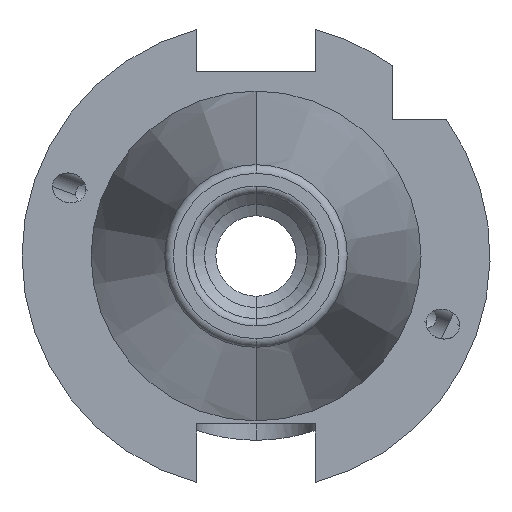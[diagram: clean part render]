
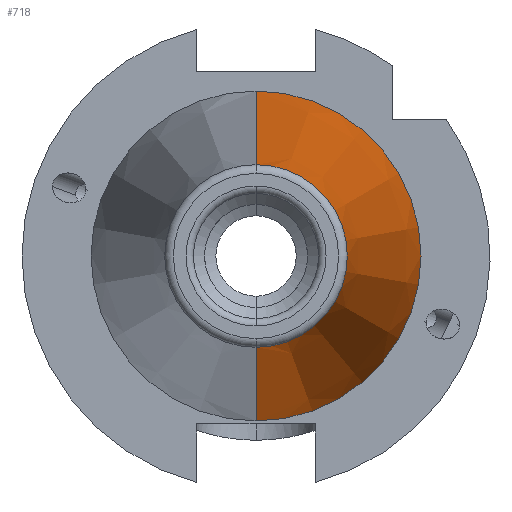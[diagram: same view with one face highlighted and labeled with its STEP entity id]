
A CAD part, left-side view. The second image highlights one B-rep face of the part: STEP entity #718.
In plain terms, the highlighted conical face has half-angle 8.297 degrees and reference radius 22.4 mm.
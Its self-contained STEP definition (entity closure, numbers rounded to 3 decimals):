
#159 = VERTEX_POINT ( 'NONE', #3354 ) ;
#212 = ORIENTED_EDGE ( 'NONE', *, *, #5372, .T. ) ;
#414 = CARTESIAN_POINT ( 'NONE',  ( -67.373, 0., 12.4 ) ) ;
#482 = CARTESIAN_POINT ( 'NONE',  ( 1.2, 0., -22.4 ) ) ;
#641 = DIRECTION ( 'NONE',  ( -1., 0., 0. ) ) ;
#704 = CARTESIAN_POINT ( 'NONE',  ( 1.2, 0., 22.4 ) ) ;
#718 = ADVANCED_FACE ( 'NONE', ( #3254 ), #4134, .T. ) ;
#1296 = CARTESIAN_POINT ( 'NONE',  ( 1.2, 0., 22.4 ) ) ;
#1845 = EDGE_CURVE ( 'NONE', #7585, #159, #2358, .T. ) ;
#1849 = EDGE_CURVE ( 'NONE', #2228, #5988, #5743, .T. ) ;
#2018 = DIRECTION ( 'NONE',  ( 0.99, 0., 0.144 ) ) ;
#2228 = VERTEX_POINT ( 'NONE', #482 ) ;
#2353 = DIRECTION ( 'NONE',  ( 0., 0., -1. ) ) ;
#2358 = CIRCLE ( 'NONE', #5888, 12.4 ) ;
#2384 = VECTOR ( 'NONE', #2018, 1000. ) ;
#2497 = ORIENTED_EDGE ( 'NONE', *, *, #5565, .F. ) ;
#2675 = CARTESIAN_POINT ( 'NONE',  ( 1.2, 0., 0. ) ) ;
#3254 = FACE_OUTER_BOUND ( 'NONE', #5685, .T. ) ;
#3274 = DIRECTION ( 'NONE',  ( 1., 0., 0. ) ) ;
#3354 = CARTESIAN_POINT ( 'NONE',  ( -67.373, 0., -12.4 ) ) ;
#3631 = ORIENTED_EDGE ( 'NONE', *, *, #1849, .T. ) ;
#3764 = DIRECTION ( 'NONE',  ( 1., 0., 0. ) ) ;
#4134 = CONICAL_SURFACE ( 'NONE', #8034, 22.4, 0.145 ) ;
#4537 = CARTESIAN_POINT ( 'NONE',  ( 1.2, 0., 0. ) ) ;
#5023 = VECTOR ( 'NONE', #6708, 1000. ) ;
#5069 = ORIENTED_EDGE ( 'NONE', *, *, #1845, .T. ) ;
#5167 = DIRECTION ( 'NONE',  ( 0., 0., 1. ) ) ;
#5231 = LINE ( 'NONE', #7392, #5023 ) ;
#5372 = EDGE_CURVE ( 'NONE', #159, #2228, #5231, .T. ) ;
#5565 = EDGE_CURVE ( 'NONE', #7585, #5988, #7357, .T. ) ;
#5685 = EDGE_LOOP ( 'NONE', ( #2497, #5069, #212, #3631 ) ) ;
#5743 = CIRCLE ( 'NONE', #5842, 22.4 ) ;
#5842 = AXIS2_PLACEMENT_3D ( 'NONE', #4537, #641, #5167 ) ;
#5888 = AXIS2_PLACEMENT_3D ( 'NONE', #7149, #3274, #7809 ) ;
#5988 = VERTEX_POINT ( 'NONE', #1296 ) ;
#6708 = DIRECTION ( 'NONE',  ( 0.99, 0., -0.144 ) ) ;
#7149 = CARTESIAN_POINT ( 'NONE',  ( -67.373, 0., 0. ) ) ;
#7357 = LINE ( 'NONE', #704, #2384 ) ;
#7392 = CARTESIAN_POINT ( 'NONE',  ( 1.2, 0., -22.4 ) ) ;
#7585 = VERTEX_POINT ( 'NONE', #414 ) ;
#7809 = DIRECTION ( 'NONE',  ( 0., 0., 1. ) ) ;
#8034 = AXIS2_PLACEMENT_3D ( 'NONE', #2675, #3764, #2353 ) ;
